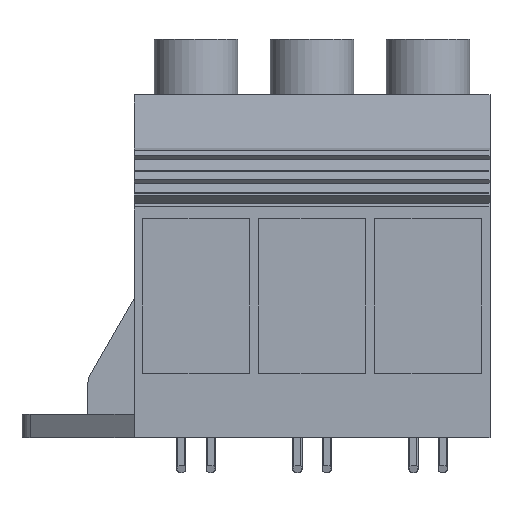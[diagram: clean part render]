
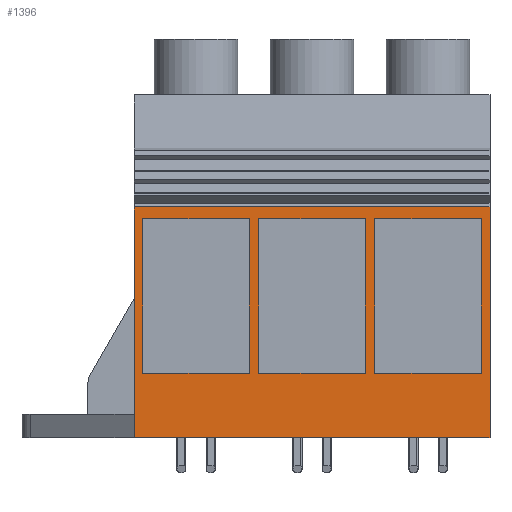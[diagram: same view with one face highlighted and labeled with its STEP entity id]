
A CAD part, top view. The second image highlights one B-rep face of the part: STEP entity #1396.
In plain terms, the highlighted planar face has unit normal (0, 0, 1).
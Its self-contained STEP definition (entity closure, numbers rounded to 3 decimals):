
#1259=AXIS2_PLACEMENT_3D('Plane Axis2P3D',#1256,#1257,#1258) ;
#406=CARTESIAN_POINT('Vertex',(14.5,7.5,31.)) ;
#409=CARTESIAN_POINT('Line Origine',(14.5,20.9,31.)) ;
#413=CARTESIAN_POINT('Vertex',(14.5,34.3,31.)) ;
#1256=CARTESIAN_POINT('Axis2P3D Location',(-0.5,4.5,31.)) ;
#1261=CARTESIAN_POINT('Line Origine',(14.5,6.,31.)) ;
#1265=CARTESIAN_POINT('Vertex',(14.5,4.5,31.)) ;
#1268=CARTESIAN_POINT('Line Origine',(37.5,4.5,31.)) ;
#1272=CARTESIAN_POINT('Vertex',(60.5,4.5,31.)) ;
#1275=CARTESIAN_POINT('Line Origine',(60.5,19.4,31.)) ;
#1279=CARTESIAN_POINT('Vertex',(60.5,34.3,31.)) ;
#1282=CARTESIAN_POINT('Line Origine',(37.5,34.3,31.)) ;
#1294=CARTESIAN_POINT('Line Origine',(15.6,22.8,31.)) ;
#1298=CARTESIAN_POINT('Vertex',(15.6,12.8,31.)) ;
#1300=CARTESIAN_POINT('Vertex',(15.6,32.8,31.)) ;
#1303=CARTESIAN_POINT('Line Origine',(22.5,32.8,31.)) ;
#1307=CARTESIAN_POINT('Vertex',(29.4,32.8,31.)) ;
#1310=CARTESIAN_POINT('Line Origine',(29.4,22.8,31.)) ;
#1314=CARTESIAN_POINT('Vertex',(29.4,12.8,31.)) ;
#1317=CARTESIAN_POINT('Line Origine',(22.5,12.8,31.)) ;
#1328=CARTESIAN_POINT('Line Origine',(37.5,32.8,31.)) ;
#1332=CARTESIAN_POINT('Vertex',(30.6,32.8,31.)) ;
#1334=CARTESIAN_POINT('Vertex',(44.4,32.8,31.)) ;
#1337=CARTESIAN_POINT('Line Origine',(44.4,22.8,31.)) ;
#1341=CARTESIAN_POINT('Vertex',(44.4,12.8,31.)) ;
#1344=CARTESIAN_POINT('Line Origine',(37.5,12.8,31.)) ;
#1348=CARTESIAN_POINT('Vertex',(30.6,12.8,31.)) ;
#1351=CARTESIAN_POINT('Line Origine',(30.6,22.8,31.)) ;
#1362=CARTESIAN_POINT('Line Origine',(59.4,22.8,31.)) ;
#1366=CARTESIAN_POINT('Vertex',(59.4,32.8,31.)) ;
#1368=CARTESIAN_POINT('Vertex',(59.4,12.8,31.)) ;
#1371=CARTESIAN_POINT('Line Origine',(52.5,12.8,31.)) ;
#1375=CARTESIAN_POINT('Vertex',(45.6,12.8,31.)) ;
#1378=CARTESIAN_POINT('Line Origine',(45.6,22.8,31.)) ;
#1382=CARTESIAN_POINT('Vertex',(45.6,32.8,31.)) ;
#1385=CARTESIAN_POINT('Line Origine',(52.5,32.8,31.)) ;
#410=DIRECTION('Vector Direction',(0.,1.,0.)) ;
#1257=DIRECTION('Axis2P3D Direction',(0.,0.,-1.)) ;
#1258=DIRECTION('Axis2P3D XDirection',(0.,1.,0.)) ;
#1262=DIRECTION('Vector Direction',(0.,1.,0.)) ;
#1269=DIRECTION('Vector Direction',(1.,0.,0.)) ;
#1276=DIRECTION('Vector Direction',(0.,1.,0.)) ;
#1283=DIRECTION('Vector Direction',(1.,0.,0.)) ;
#1295=DIRECTION('Vector Direction',(0.,1.,0.)) ;
#1304=DIRECTION('Vector Direction',(1.,0.,0.)) ;
#1311=DIRECTION('Vector Direction',(0.,1.,0.)) ;
#1318=DIRECTION('Vector Direction',(1.,0.,0.)) ;
#1329=DIRECTION('Vector Direction',(1.,0.,0.)) ;
#1338=DIRECTION('Vector Direction',(0.,1.,0.)) ;
#1345=DIRECTION('Vector Direction',(1.,0.,0.)) ;
#1352=DIRECTION('Vector Direction',(0.,1.,0.)) ;
#1363=DIRECTION('Vector Direction',(0.,1.,0.)) ;
#1372=DIRECTION('Vector Direction',(1.,0.,0.)) ;
#1379=DIRECTION('Vector Direction',(0.,1.,0.)) ;
#1386=DIRECTION('Vector Direction',(1.,0.,0.)) ;
#411=VECTOR('Line Direction',#410,1.) ;
#1263=VECTOR('Line Direction',#1262,1.) ;
#1270=VECTOR('Line Direction',#1269,1.) ;
#1277=VECTOR('Line Direction',#1276,1.) ;
#1284=VECTOR('Line Direction',#1283,1.) ;
#1296=VECTOR('Line Direction',#1295,1.) ;
#1305=VECTOR('Line Direction',#1304,1.) ;
#1312=VECTOR('Line Direction',#1311,1.) ;
#1319=VECTOR('Line Direction',#1318,1.) ;
#1330=VECTOR('Line Direction',#1329,1.) ;
#1339=VECTOR('Line Direction',#1338,1.) ;
#1346=VECTOR('Line Direction',#1345,1.) ;
#1353=VECTOR('Line Direction',#1352,1.) ;
#1364=VECTOR('Line Direction',#1363,1.) ;
#1373=VECTOR('Line Direction',#1372,1.) ;
#1380=VECTOR('Line Direction',#1379,1.) ;
#1387=VECTOR('Line Direction',#1386,1.) ;
#1288=ORIENTED_EDGE('',*,*,#415,.F.) ;
#1289=ORIENTED_EDGE('',*,*,#1267,.T.) ;
#1290=ORIENTED_EDGE('',*,*,#1274,.T.) ;
#1291=ORIENTED_EDGE('',*,*,#1281,.T.) ;
#1292=ORIENTED_EDGE('',*,*,#1286,.F.) ;
#1323=ORIENTED_EDGE('',*,*,#1302,.T.) ;
#1324=ORIENTED_EDGE('',*,*,#1309,.T.) ;
#1325=ORIENTED_EDGE('',*,*,#1316,.T.) ;
#1326=ORIENTED_EDGE('',*,*,#1321,.T.) ;
#1357=ORIENTED_EDGE('',*,*,#1336,.T.) ;
#1358=ORIENTED_EDGE('',*,*,#1343,.T.) ;
#1359=ORIENTED_EDGE('',*,*,#1350,.T.) ;
#1360=ORIENTED_EDGE('',*,*,#1355,.T.) ;
#1391=ORIENTED_EDGE('',*,*,#1370,.T.) ;
#1392=ORIENTED_EDGE('',*,*,#1377,.T.) ;
#1393=ORIENTED_EDGE('',*,*,#1384,.T.) ;
#1394=ORIENTED_EDGE('',*,*,#1389,.T.) ;
#1327=FACE_BOUND('',#1322,.T.) ;
#1361=FACE_BOUND('',#1356,.T.) ;
#1395=FACE_BOUND('',#1390,.T.) ;
#1396=ADVANCED_FACE('HOUSING',(#1293,#1327,#1361,#1395),#1260,.F.) ;
#415=EDGE_CURVE('',#407,#414,#412,.T.) ;
#1267=EDGE_CURVE('',#407,#1266,#1264,.F.) ;
#1274=EDGE_CURVE('',#1266,#1273,#1271,.T.) ;
#1281=EDGE_CURVE('',#1273,#1280,#1278,.T.) ;
#1286=EDGE_CURVE('',#414,#1280,#1285,.T.) ;
#1302=EDGE_CURVE('',#1299,#1301,#1297,.T.) ;
#1309=EDGE_CURVE('',#1301,#1308,#1306,.T.) ;
#1316=EDGE_CURVE('',#1308,#1315,#1313,.F.) ;
#1321=EDGE_CURVE('',#1315,#1299,#1320,.F.) ;
#1336=EDGE_CURVE('',#1333,#1335,#1331,.T.) ;
#1343=EDGE_CURVE('',#1335,#1342,#1340,.F.) ;
#1350=EDGE_CURVE('',#1342,#1349,#1347,.F.) ;
#1355=EDGE_CURVE('',#1349,#1333,#1354,.T.) ;
#1370=EDGE_CURVE('',#1367,#1369,#1365,.F.) ;
#1377=EDGE_CURVE('',#1369,#1376,#1374,.F.) ;
#1384=EDGE_CURVE('',#1376,#1383,#1381,.T.) ;
#1389=EDGE_CURVE('',#1383,#1367,#1388,.T.) ;
#1287=EDGE_LOOP('',(#1288,#1289,#1290,#1291,#1292)) ;
#1322=EDGE_LOOP('',(#1323,#1324,#1325,#1326)) ;
#1356=EDGE_LOOP('',(#1357,#1358,#1359,#1360)) ;
#1390=EDGE_LOOP('',(#1391,#1392,#1393,#1394)) ;
#1293=FACE_OUTER_BOUND('',#1287,.T.) ;
#412=LINE('Line',#409,#411) ;
#1264=LINE('Line',#1261,#1263) ;
#1271=LINE('Line',#1268,#1270) ;
#1278=LINE('Line',#1275,#1277) ;
#1285=LINE('Line',#1282,#1284) ;
#1297=LINE('Line',#1294,#1296) ;
#1306=LINE('Line',#1303,#1305) ;
#1313=LINE('Line',#1310,#1312) ;
#1320=LINE('Line',#1317,#1319) ;
#1331=LINE('Line',#1328,#1330) ;
#1340=LINE('Line',#1337,#1339) ;
#1347=LINE('Line',#1344,#1346) ;
#1354=LINE('Line',#1351,#1353) ;
#1365=LINE('Line',#1362,#1364) ;
#1374=LINE('Line',#1371,#1373) ;
#1381=LINE('Line',#1378,#1380) ;
#1388=LINE('Line',#1385,#1387) ;
#1260=PLANE('',#1259) ;
#407=VERTEX_POINT('',#406) ;
#414=VERTEX_POINT('',#413) ;
#1266=VERTEX_POINT('',#1265) ;
#1273=VERTEX_POINT('',#1272) ;
#1280=VERTEX_POINT('',#1279) ;
#1299=VERTEX_POINT('',#1298) ;
#1301=VERTEX_POINT('',#1300) ;
#1308=VERTEX_POINT('',#1307) ;
#1315=VERTEX_POINT('',#1314) ;
#1333=VERTEX_POINT('',#1332) ;
#1335=VERTEX_POINT('',#1334) ;
#1342=VERTEX_POINT('',#1341) ;
#1349=VERTEX_POINT('',#1348) ;
#1367=VERTEX_POINT('',#1366) ;
#1369=VERTEX_POINT('',#1368) ;
#1376=VERTEX_POINT('',#1375) ;
#1383=VERTEX_POINT('',#1382) ;
